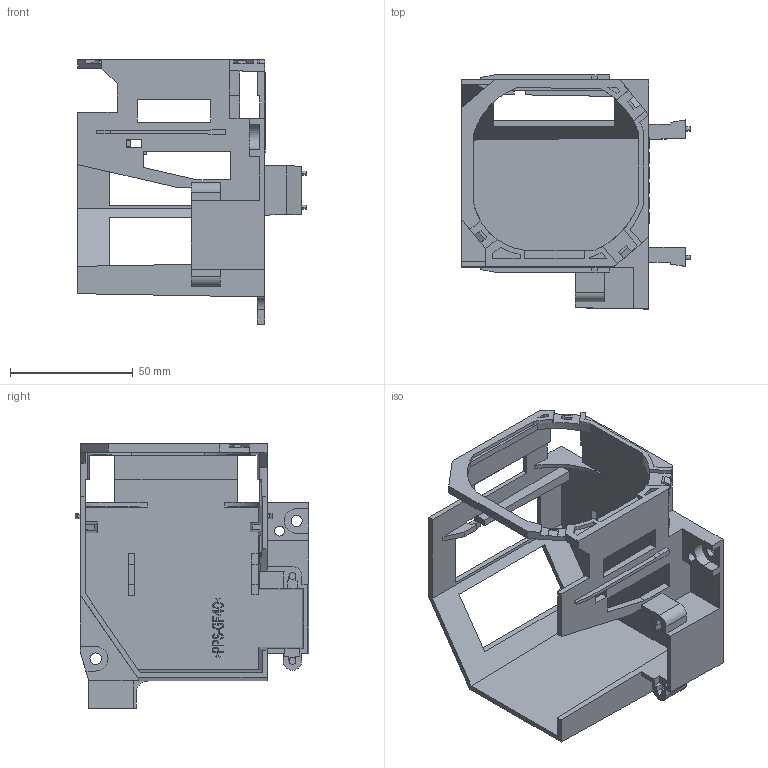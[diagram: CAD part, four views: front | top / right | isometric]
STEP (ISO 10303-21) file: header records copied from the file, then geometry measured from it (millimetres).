
FILE_DESCRIPTION((''),'2;1');
FILE_NAME('BASE','2008-08-21T',('ALEJANDROC'),(''),'PRO/ENGINEER BY PARAMETRIC TECHNOLOGY CORPORATION, 2001200','PRO/ENGINEER BY PARAMETRIC TECHNOLOGY CORPORATION, 2001200','');
FILE_SCHEMA(('CONFIG_CONTROL_DESIGN'));
Products named in the file (1): BASE
Bounding box: 93.22 x 95.27 x 107.75 mm (x, y, z)
Volume: 62534.9 mm3; surface area: 53636.9 mm2
Topology: 1 solids, 1 shells, 2193 faces, 6171 edges, 4109 vertices
Faces by surface type: plane 2156, cylinder 37
Entity records: 69413 total; most frequent: CARTESIAN_POINT 12501, ORIENTED_EDGE 12342, DIRECTION 10631, EDGE_CURVE 6171, VECTOR 6085, LINE 6085, VERTEX_POINT 4109, EDGE_LOOP 2348
